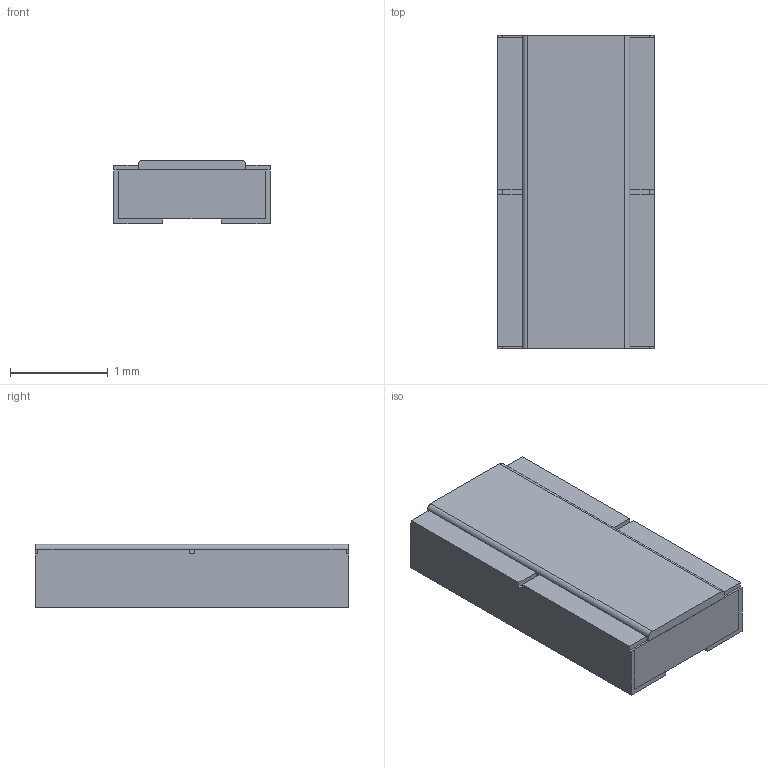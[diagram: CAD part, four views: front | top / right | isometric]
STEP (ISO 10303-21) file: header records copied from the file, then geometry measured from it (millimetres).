
FILE_DESCRIPTION (( 'STEP AP214' ), '1' );
FILE_NAME ('4E184468-ADEC-4EC3-8160-20A4CB5F4807.STEP', '2022-12-11T09:07:51', ( '' ), ( '' ), 'SwSTEP 2.0', 'SolidWorks 2022', '' );
FILE_SCHEMA (( 'AUTOMOTIVE_DESIGN' ));
Length unit declared in the file: millimetre
Products named in the file (1): 4E184468-ADEC-4EC3-8160-20A4CB5F4807
Bounding box: 1.6 x 3.2 x 0.65 mm (x, y, z)
Volume: 3.1 mm3; surface area: 38.9 mm2
Topology: 4 solids, 4 shells, 54 faces, 130 edges, 84 vertices
Faces by surface type: plane 52, cylinder 2
Entity records: 1672 total; most frequent: CARTESIAN_POINT 269, ORIENTED_EDGE 260, DIRECTION 244, EDGE_CURVE 130, LINE 126, VECTOR 126, VERTEX_POINT 84, AXIS2_PLACEMENT_3D 59
